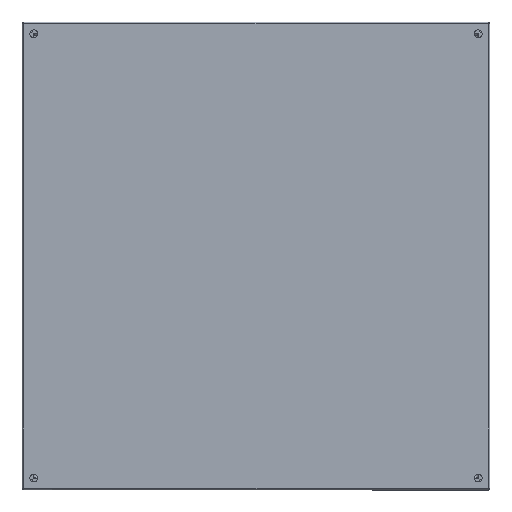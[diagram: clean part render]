
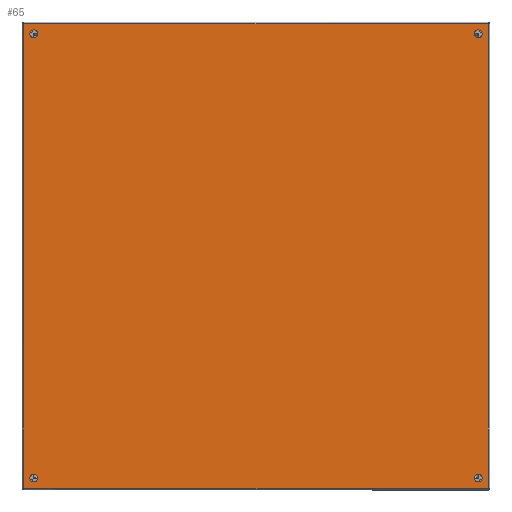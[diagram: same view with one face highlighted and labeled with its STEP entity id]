
A CAD part, top view. The second image highlights one B-rep face of the part: STEP entity #65.
In plain terms, the highlighted face is planar.
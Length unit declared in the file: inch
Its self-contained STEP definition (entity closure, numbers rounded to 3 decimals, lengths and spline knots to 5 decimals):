
#65 = ADVANCED_FACE ( 'NONE', ( #41092, #4248, #33988, #37882, #24552 ), #10580, .F. ) ;
#719 = VERTEX_POINT ( 'NONE', #29788 ) ;
#815 = DIRECTION ( 'NONE',  ( 0., 0., 1. ) ) ;
#1506 = CIRCLE ( 'NONE', #16823, 0.25 ) ;
#1680 = CARTESIAN_POINT ( 'NONE',  ( 0., 29.25, 14.25 ) ) ;
#2041 = VERTEX_POINT ( 'NONE', #13553 ) ;
#2698 = CARTESIAN_POINT ( 'NONE',  ( 0., 0.5, 14.25 ) ) ;
#2702 = CARTESIAN_POINT ( 'NONE',  ( 0., 29.892, 14.892 ) ) ;
#3000 = EDGE_CURVE ( 'NONE', #17137, #5093, #38713, .T. ) ;
#3891 = CARTESIAN_POINT ( 'NONE',  ( 0., 29.5, 14.25 ) ) ;
#4248 = FACE_OUTER_BOUND ( 'NONE', #30835, .T. ) ;
#4372 = DIRECTION ( 'NONE',  ( 0., -1., 0. ) ) ;
#4469 = DIRECTION ( 'NONE',  ( 0., 1., 0. ) ) ;
#4917 = ORIENTED_EDGE ( 'NONE', *, *, #3000, .T. ) ;
#5093 = VERTEX_POINT ( 'NONE', #26177 ) ;
#5420 = CIRCLE ( 'NONE', #13036, 0.25 ) ;
#5629 = AXIS2_PLACEMENT_3D ( 'NONE', #29347, #12482, #42176 ) ;
#5870 = CARTESIAN_POINT ( 'NONE',  ( 0., 29.25, 14.25 ) ) ;
#6022 = AXIS2_PLACEMENT_3D ( 'NONE', #1680, #24807, #8407 ) ;
#6323 = CARTESIAN_POINT ( 'NONE',  ( 0., 29., -14.25 ) ) ;
#6411 = DIRECTION ( 'NONE',  ( 0., 0., -1. ) ) ;
#6496 = AXIS2_PLACEMENT_3D ( 'NONE', #41966, #28300, #21975 ) ;
#6511 = VERTEX_POINT ( 'NONE', #14878 ) ;
#7446 = EDGE_LOOP ( 'NONE', ( #14275, #37602 ) ) ;
#8207 = VERTEX_POINT ( 'NONE', #13907 ) ;
#8407 = DIRECTION ( 'NONE',  ( 0., 1., 0. ) ) ;
#9014 = CARTESIAN_POINT ( 'NONE',  ( 0., 0.108, -14.892 ) ) ;
#9921 = LINE ( 'NONE', #39810, #26361 ) ;
#10327 = AXIS2_PLACEMENT_3D ( 'NONE', #34186, #30934, #17144 ) ;
#10550 = ORIENTED_EDGE ( 'NONE', *, *, #24041, .F. ) ;
#10580 = PLANE ( 'NONE',  #10327 ) ;
#11074 = ORIENTED_EDGE ( 'NONE', *, *, #23591, .T. ) ;
#11189 = ORIENTED_EDGE ( 'NONE', *, *, #34103, .T. ) ;
#11219 = CARTESIAN_POINT ( 'NONE',  ( 0., 29.892, 14.928 ) ) ;
#11782 = DIRECTION ( 'NONE',  ( 0., 1., 0. ) ) ;
#12168 = ORIENTED_EDGE ( 'NONE', *, *, #14897, .F. ) ;
#12465 = EDGE_LOOP ( 'NONE', ( #13635, #11189 ) ) ;
#12482 = DIRECTION ( 'NONE',  ( 1., 0., 0. ) ) ;
#12949 = LINE ( 'NONE', #39177, #42716 ) ;
#12995 = AXIS2_PLACEMENT_3D ( 'NONE', #31455, #19185, #13708 ) ;
#13036 = AXIS2_PLACEMENT_3D ( 'NONE', #16407, #36706, #13081 ) ;
#13081 = DIRECTION ( 'NONE',  ( 0., 1., 0. ) ) ;
#13553 = CARTESIAN_POINT ( 'NONE',  ( 0., 0.108, 14.892 ) ) ;
#13635 = ORIENTED_EDGE ( 'NONE', *, *, #27193, .T. ) ;
#13708 = DIRECTION ( 'NONE',  ( 0., 1., 0. ) ) ;
#13907 = CARTESIAN_POINT ( 'NONE',  ( 0., 0.5, -14.25 ) ) ;
#14275 = ORIENTED_EDGE ( 'NONE', *, *, #39283, .T. ) ;
#14878 = CARTESIAN_POINT ( 'NONE',  ( 0., 29., 14.25 ) ) ;
#14897 = EDGE_CURVE ( 'NONE', #2041, #36114, #12949, .T. ) ;
#14937 = CARTESIAN_POINT ( 'NONE',  ( 0., 0.75, -14.25 ) ) ;
#15118 = VERTEX_POINT ( 'NONE', #2698 ) ;
#16407 = CARTESIAN_POINT ( 'NONE',  ( 0., 0.75, -14.25 ) ) ;
#16823 = AXIS2_PLACEMENT_3D ( 'NONE', #5870, #42493, #26192 ) ;
#17137 = VERTEX_POINT ( 'NONE', #6323 ) ;
#17144 = DIRECTION ( 'NONE',  ( 0., -1., 0. ) ) ;
#17498 = CIRCLE ( 'NONE', #39771, 0.25 ) ;
#18402 = CARTESIAN_POINT ( 'NONE',  ( 0., 29.25, -14.25 ) ) ;
#18655 = VERTEX_POINT ( 'NONE', #3891 ) ;
#19185 = DIRECTION ( 'NONE',  ( 1., 0., 0. ) ) ;
#19686 = EDGE_CURVE ( 'NONE', #5093, #17137, #33039, .T. ) ;
#19828 = EDGE_CURVE ( 'NONE', #26463, #2041, #21171, .T. ) ;
#20944 = CIRCLE ( 'NONE', #5629, 0.25 ) ;
#21171 = LINE ( 'NONE', #34303, #34479 ) ;
#21273 = DIRECTION ( 'NONE',  ( 1., 0., 0. ) ) ;
#21655 = DIRECTION ( 'NONE',  ( 1., 0., 0. ) ) ;
#21975 = DIRECTION ( 'NONE',  ( 0., 1., 0. ) ) ;
#22927 = VERTEX_POINT ( 'NONE', #28195 ) ;
#23591 = EDGE_CURVE ( 'NONE', #8207, #25742, #5420, .T. ) ;
#23904 = ORIENTED_EDGE ( 'NONE', *, *, #34710, .F. ) ;
#23930 = LINE ( 'NONE', #11219, #24301 ) ;
#24041 = EDGE_CURVE ( 'NONE', #22927, #26463, #23930, .T. ) ;
#24301 = VECTOR ( 'NONE', #815, 39.37008 ) ;
#24552 = FACE_BOUND ( 'NONE', #42872, .T. ) ;
#24807 = DIRECTION ( 'NONE',  ( 1., 0., 0. ) ) ;
#24874 = CIRCLE ( 'NONE', #6022, 0.25 ) ;
#25598 = CARTESIAN_POINT ( 'NONE',  ( 0., 1., -14.25 ) ) ;
#25742 = VERTEX_POINT ( 'NONE', #25598 ) ;
#26177 = CARTESIAN_POINT ( 'NONE',  ( 0., 29.5, -14.25 ) ) ;
#26192 = DIRECTION ( 'NONE',  ( 0., 1., 0. ) ) ;
#26361 = VECTOR ( 'NONE', #32671, 39.37008 ) ;
#26463 = VERTEX_POINT ( 'NONE', #2702 ) ;
#27193 = EDGE_CURVE ( 'NONE', #719, #15118, #20944, .T. ) ;
#28195 = CARTESIAN_POINT ( 'NONE',  ( 0., 29.892, -14.892 ) ) ;
#28300 = DIRECTION ( 'NONE',  ( 1., 0., 0. ) ) ;
#29347 = CARTESIAN_POINT ( 'NONE',  ( 0., 0.75, 14.25 ) ) ;
#29788 = CARTESIAN_POINT ( 'NONE',  ( 0., 1., 14.25 ) ) ;
#30835 = EDGE_LOOP ( 'NONE', ( #12168, #39434, #10550, #23904 ) ) ;
#30934 = DIRECTION ( 'NONE',  ( 1., 0., 0. ) ) ;
#31229 = EDGE_CURVE ( 'NONE', #6511, #18655, #24874, .T. ) ;
#31455 = CARTESIAN_POINT ( 'NONE',  ( 0., 0.75, 14.25 ) ) ;
#32671 = DIRECTION ( 'NONE',  ( 0., 1., 0. ) ) ;
#33039 = CIRCLE ( 'NONE', #6496, 0.25 ) ;
#33988 = FACE_BOUND ( 'NONE', #7446, .T. ) ;
#34103 = EDGE_CURVE ( 'NONE', #15118, #719, #40891, .T. ) ;
#34186 = CARTESIAN_POINT ( 'NONE',  ( 0., 0.072, 14.928 ) ) ;
#34303 = CARTESIAN_POINT ( 'NONE',  ( 0., 0.072, 14.892 ) ) ;
#34479 = VECTOR ( 'NONE', #4372, 39.37008 ) ;
#34552 = AXIS2_PLACEMENT_3D ( 'NONE', #18402, #21655, #11782 ) ;
#34710 = EDGE_CURVE ( 'NONE', #36114, #22927, #9921, .T. ) ;
#36114 = VERTEX_POINT ( 'NONE', #9014 ) ;
#36427 = EDGE_CURVE ( 'NONE', #25742, #8207, #17498, .T. ) ;
#36706 = DIRECTION ( 'NONE',  ( 1., 0., 0. ) ) ;
#37602 = ORIENTED_EDGE ( 'NONE', *, *, #31229, .T. ) ;
#37882 = FACE_BOUND ( 'NONE', #42891, .T. ) ;
#38144 = ORIENTED_EDGE ( 'NONE', *, *, #36427, .T. ) ;
#38713 = CIRCLE ( 'NONE', #34552, 0.25 ) ;
#39177 = CARTESIAN_POINT ( 'NONE',  ( 0., 0.108, 14.928 ) ) ;
#39283 = EDGE_CURVE ( 'NONE', #18655, #6511, #1506, .T. ) ;
#39434 = ORIENTED_EDGE ( 'NONE', *, *, #19828, .F. ) ;
#39771 = AXIS2_PLACEMENT_3D ( 'NONE', #14937, #21273, #4469 ) ;
#39810 = CARTESIAN_POINT ( 'NONE',  ( 0., 0.072, -14.892 ) ) ;
#39907 = ORIENTED_EDGE ( 'NONE', *, *, #19686, .T. ) ;
#40891 = CIRCLE ( 'NONE', #12995, 0.25 ) ;
#41092 = FACE_BOUND ( 'NONE', #12465, .T. ) ;
#41966 = CARTESIAN_POINT ( 'NONE',  ( 0., 29.25, -14.25 ) ) ;
#42176 = DIRECTION ( 'NONE',  ( 0., 1., 0. ) ) ;
#42493 = DIRECTION ( 'NONE',  ( 1., 0., 0. ) ) ;
#42716 = VECTOR ( 'NONE', #6411, 39.37008 ) ;
#42872 = EDGE_LOOP ( 'NONE', ( #39907, #4917 ) ) ;
#42891 = EDGE_LOOP ( 'NONE', ( #38144, #11074 ) ) ;
